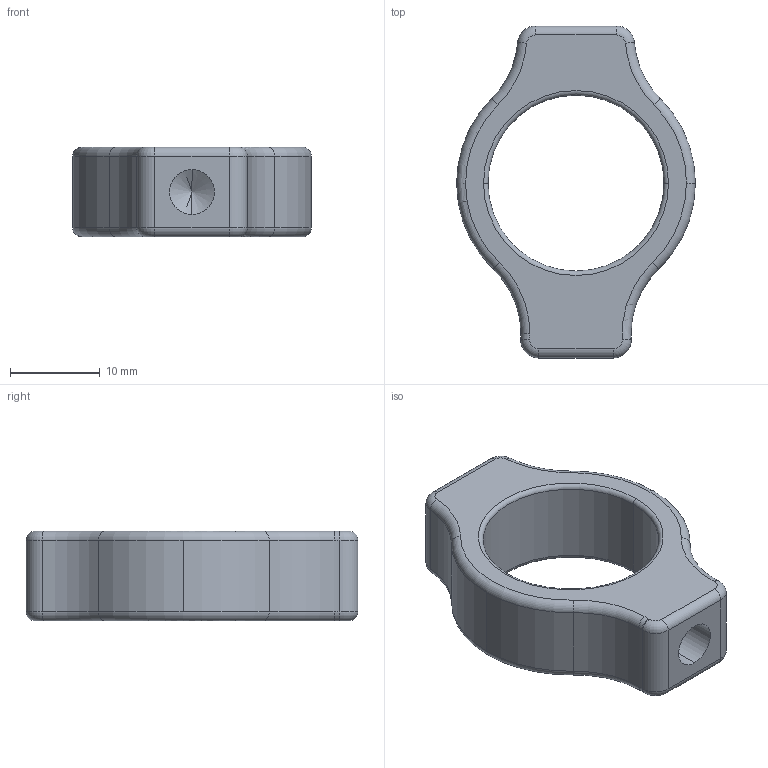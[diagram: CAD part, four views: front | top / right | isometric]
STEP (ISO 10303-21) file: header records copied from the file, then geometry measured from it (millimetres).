
FILE_DESCRIPTION (( 'STEP AP203' ), '1' );
FILE_NAME ('04OBJ-1M.STEP', '2016-03-17T01:44:18', ( '' ), ( '' ), 'SwSTEP 2.0', 'SolidWorks 2016', '' );
FILE_SCHEMA (( 'CONFIG_CONTROL_DESIGN' ));
Length unit declared in the file: millimetre
Products named in the file (1): 04OBJ-1M
Bounding box: 26.62 x 37 x 10 mm (x, y, z)
Volume: 3814.7 mm3; surface area: 2519.5 mm2
Topology: 1 solids, 1 shells, 63 faces, 149 edges, 86 vertices
Faces by surface type: torus 32, cylinder 23, cone 4, plane 4
Entity records: 1896 total; most frequent: DIRECTION 385, CARTESIAN_POINT 295, ORIENTED_EDGE 290, AXIS2_PLACEMENT_3D 176, EDGE_CURVE 145, CIRCLE 112, VERTEX_POINT 86, EDGE_LOOP 67
